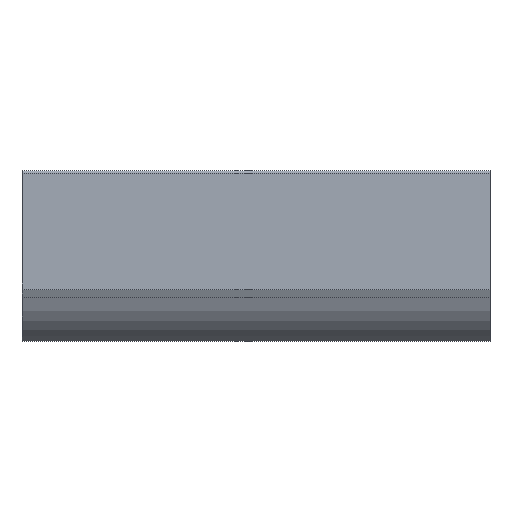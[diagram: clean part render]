
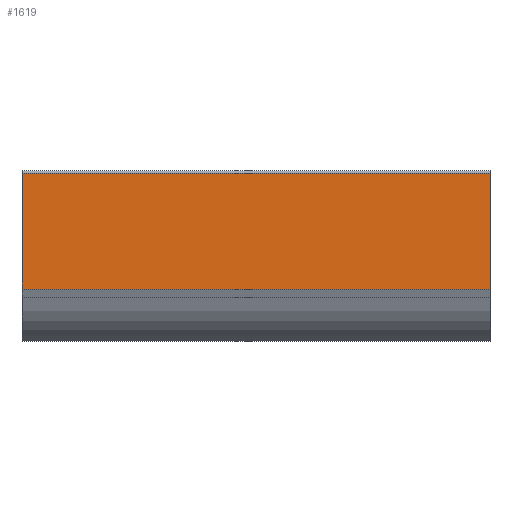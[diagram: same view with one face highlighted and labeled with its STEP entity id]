
A CAD part, top view. The second image highlights one B-rep face of the part: STEP entity #1619.
In plain terms, the highlighted planar face has unit normal (0, 0, 1).
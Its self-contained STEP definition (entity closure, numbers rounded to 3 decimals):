
#113 = LINE ( 'NONE', #2297, #2428 ) ;
#196 = EDGE_LOOP ( 'NONE', ( #1519, #2062, #2417, #547 ) ) ;
#276 = PLANE ( 'NONE',  #2764 ) ;
#283 = DIRECTION ( 'NONE',  ( 1., 0., 0. ) ) ;
#326 = VERTEX_POINT ( 'NONE', #2716 ) ;
#359 = EDGE_CURVE ( 'NONE', #1841, #326, #113, .T. ) ;
#395 = CARTESIAN_POINT ( 'NONE',  ( -100., -1.47, 16.175 ) ) ;
#528 = EDGE_CURVE ( 'NONE', #1841, #1112, #1357, .T. ) ;
#547 = ORIENTED_EDGE ( 'NONE', *, *, #791, .T. ) ;
#666 = VERTEX_POINT ( 'NONE', #2076 ) ;
#740 = DIRECTION ( 'NONE',  ( 0., 0., 1. ) ) ;
#791 = EDGE_CURVE ( 'NONE', #1112, #666, #2367, .T. ) ;
#936 = FACE_OUTER_BOUND ( 'NONE', #196, .T. ) ;
#1004 = VECTOR ( 'NONE', #1303, 1000. ) ;
#1061 = DIRECTION ( 'NONE',  ( 0., -1., 0. ) ) ;
#1112 = VERTEX_POINT ( 'NONE', #2593 ) ;
#1270 = LINE ( 'NONE', #2835, #1732 ) ;
#1303 = DIRECTION ( 'NONE',  ( 0., -1., 0. ) ) ;
#1357 = LINE ( 'NONE', #1753, #1004 ) ;
#1519 = ORIENTED_EDGE ( 'NONE', *, *, #2338, .F. ) ;
#1619 = ADVANCED_FACE ( 'NONE', ( #936 ), #276, .T. ) ;
#1732 = VECTOR ( 'NONE', #1061, 1000. ) ;
#1753 = CARTESIAN_POINT ( 'NONE',  ( -100., 24.54, 16.175 ) ) ;
#1779 = VECTOR ( 'NONE', #2627, 1000. ) ;
#1841 = VERTEX_POINT ( 'NONE', #2169 ) ;
#1851 = DIRECTION ( 'NONE',  ( 0., -1., 0. ) ) ;
#2062 = ORIENTED_EDGE ( 'NONE', *, *, #359, .F. ) ;
#2076 = CARTESIAN_POINT ( 'NONE',  ( 0., -1.47, 16.175 ) ) ;
#2169 = CARTESIAN_POINT ( 'NONE',  ( -100., 24.54, 16.175 ) ) ;
#2257 = CARTESIAN_POINT ( 'NONE',  ( -100., 24.54, 16.175 ) ) ;
#2297 = CARTESIAN_POINT ( 'NONE',  ( -100., 24.54, 16.175 ) ) ;
#2338 = EDGE_CURVE ( 'NONE', #326, #666, #1270, .T. ) ;
#2367 = LINE ( 'NONE', #395, #1779 ) ;
#2417 = ORIENTED_EDGE ( 'NONE', *, *, #528, .T. ) ;
#2428 = VECTOR ( 'NONE', #283, 1000. ) ;
#2593 = CARTESIAN_POINT ( 'NONE',  ( -100., -1.47, 16.175 ) ) ;
#2627 = DIRECTION ( 'NONE',  ( 1., 0., 0. ) ) ;
#2716 = CARTESIAN_POINT ( 'NONE',  ( 0., 24.54, 16.175 ) ) ;
#2764 = AXIS2_PLACEMENT_3D ( 'NONE', #2257, #740, #1851 ) ;
#2835 = CARTESIAN_POINT ( 'NONE',  ( 0., 24.54, 16.175 ) ) ;
